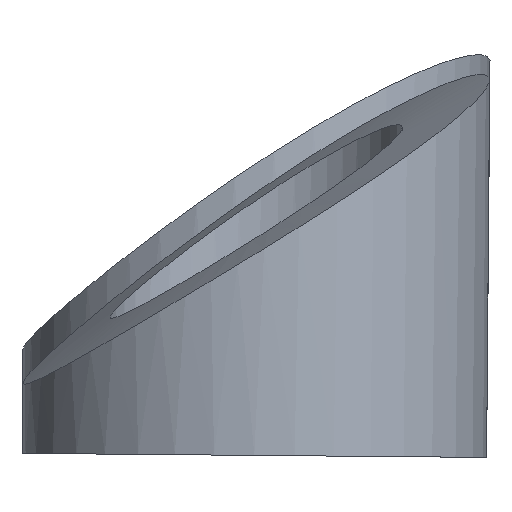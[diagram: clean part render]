
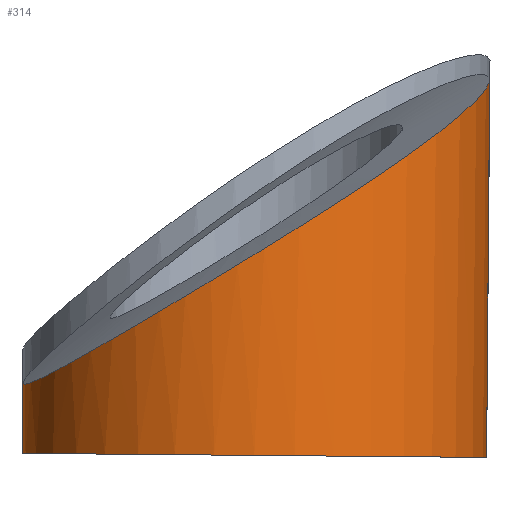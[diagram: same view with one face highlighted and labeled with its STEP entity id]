
A CAD part, left-side view. The second image highlights one B-rep face of the part: STEP entity #314.
In plain terms, the highlighted cylindrical face has radius 4 mm (diameter 8 mm), a full revolution.
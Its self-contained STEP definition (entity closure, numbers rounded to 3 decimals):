
#153=CARTESIAN_POINT('',(-59.,33.052,-69.504));
#154=DIRECTION('',(0.,0.009,-1.));
#155=DIRECTION('',(0.,1.,0.009));
#156=AXIS2_PLACEMENT_3D('',#153,#154,#155);
#157=CYLINDRICAL_SURFACE('',#156,4.);
#158=CARTESIAN_POINT('',(-59.,37.113,-76.469));
#159=VERTEX_POINT('',#158);
#160=CARTESIAN_POINT('',(-59.,37.103,-75.26));
#161=VERTEX_POINT('',#160);
#162=CARTESIAN_POINT('',(-59.,37.113,-76.469));
#163=DIRECTION('',(-0.,-0.009,1.));
#164=VECTOR('',#163,1.209);
#165=LINE('',#162,#164);
#166=EDGE_CURVE('',#159,#161,#165,.T.);
#167=ORIENTED_EDGE('',*,*,#166,.T.);
#168=CARTESIAN_POINT('',(-59.,37.103,-75.26));
#169=CARTESIAN_POINT('',(-59.291,37.103,-75.286));
#170=CARTESIAN_POINT('',(-59.578,37.072,-75.289));
#171=CARTESIAN_POINT('',(-59.86,37.009,-75.27));
#172=CARTESIAN_POINT('',(-60.001,36.978,-75.26));
#173=CARTESIAN_POINT('',(-60.142,36.939,-75.245));
#174=CARTESIAN_POINT('',(-60.278,36.893,-75.225));
#175=CARTESIAN_POINT('',(-60.414,36.847,-75.205));
#176=CARTESIAN_POINT('',(-60.546,36.794,-75.18));
#177=CARTESIAN_POINT('',(-60.675,36.734,-75.151));
#178=CARTESIAN_POINT('',(-60.803,36.675,-75.121));
#179=CARTESIAN_POINT('',(-60.927,36.609,-75.087));
#180=CARTESIAN_POINT('',(-61.047,36.537,-75.049));
#181=CARTESIAN_POINT('',(-61.168,36.465,-75.011));
#182=CARTESIAN_POINT('',(-61.284,36.387,-74.968));
#183=CARTESIAN_POINT('',(-61.394,36.304,-74.923));
#184=CARTESIAN_POINT('',(-61.614,36.139,-74.832));
#185=CARTESIAN_POINT('',(-61.812,35.956,-74.728));
#186=CARTESIAN_POINT('',(-61.989,35.755,-74.612));
#187=CARTESIAN_POINT('',(-62.167,35.554,-74.497));
#188=CARTESIAN_POINT('',(-62.319,35.342,-74.374));
#189=CARTESIAN_POINT('',(-62.449,35.119,-74.244));
#190=CARTESIAN_POINT('',(-62.579,34.896,-74.113));
#191=CARTESIAN_POINT('',(-62.688,34.661,-73.975));
#192=CARTESIAN_POINT('',(-62.771,34.423,-73.834));
#193=CARTESIAN_POINT('',(-62.855,34.185,-73.692));
#194=CARTESIAN_POINT('',(-62.915,33.943,-73.548));
#195=CARTESIAN_POINT('',(-62.953,33.698,-73.4));
#196=CARTESIAN_POINT('',(-62.991,33.452,-73.252));
#197=CARTESIAN_POINT('',(-63.006,33.202,-73.101));
#198=CARTESIAN_POINT('',(-62.998,32.956,-72.95));
#199=CARTESIAN_POINT('',(-62.99,32.71,-72.8));
#200=CARTESIAN_POINT('',(-62.96,32.467,-72.649));
#201=CARTESIAN_POINT('',(-62.908,32.226,-72.498));
#202=CARTESIAN_POINT('',(-62.856,31.986,-72.347));
#203=CARTESIAN_POINT('',(-62.781,31.747,-72.195));
#204=CARTESIAN_POINT('',(-62.685,31.519,-72.047));
#205=CARTESIAN_POINT('',(-62.589,31.291,-71.899));
#206=CARTESIAN_POINT('',(-62.473,31.072,-71.754));
#207=CARTESIAN_POINT('',(-62.336,30.863,-71.611));
#208=CARTESIAN_POINT('',(-62.267,30.759,-71.54));
#209=CARTESIAN_POINT('',(-62.193,30.657,-71.47));
#210=CARTESIAN_POINT('',(-62.113,30.557,-71.4));
#211=CARTESIAN_POINT('',(-62.033,30.458,-71.33));
#212=CARTESIAN_POINT('',(-61.948,30.361,-71.261));
#213=CARTESIAN_POINT('',(-61.859,30.27,-71.194));
#214=CARTESIAN_POINT('',(-61.681,30.086,-71.06));
#215=CARTESIAN_POINT('',(-61.485,29.919,-70.934));
#216=CARTESIAN_POINT('',(-61.271,29.771,-70.814));
#217=CARTESIAN_POINT('',(-61.163,29.696,-70.754));
#218=CARTESIAN_POINT('',(-61.052,29.626,-70.696));
#219=CARTESIAN_POINT('',(-60.935,29.561,-70.64));
#220=CARTESIAN_POINT('',(-60.818,29.496,-70.584));
#221=CARTESIAN_POINT('',(-60.696,29.436,-70.529));
#222=CARTESIAN_POINT('',(-60.571,29.382,-70.478));
#223=CARTESIAN_POINT('',(-60.322,29.275,-70.376));
#224=CARTESIAN_POINT('',(-60.061,29.192,-70.286));
#225=CARTESIAN_POINT('',(-59.787,29.136,-70.209));
#226=CARTESIAN_POINT('',(-59.649,29.109,-70.17));
#227=CARTESIAN_POINT('',(-59.508,29.088,-70.135));
#228=CARTESIAN_POINT('',(-59.367,29.074,-70.104));
#229=CARTESIAN_POINT('',(-59.226,29.061,-70.073));
#230=CARTESIAN_POINT('',(-59.085,29.055,-70.047));
#231=CARTESIAN_POINT('',(-58.943,29.057,-70.024));
#232=CARTESIAN_POINT('',(-58.801,29.059,-70.002));
#233=CARTESIAN_POINT('',(-58.658,29.068,-69.984));
#234=CARTESIAN_POINT('',(-58.515,29.086,-69.971));
#235=CARTESIAN_POINT('',(-58.372,29.103,-69.957));
#236=CARTESIAN_POINT('',(-58.227,29.129,-69.948));
#237=CARTESIAN_POINT('',(-58.086,29.162,-69.945));
#238=CARTESIAN_POINT('',(-57.803,29.228,-69.937));
#239=CARTESIAN_POINT('',(-57.531,29.324,-69.95));
#240=CARTESIAN_POINT('',(-57.271,29.45,-69.983));
#241=CARTESIAN_POINT('',(-57.14,29.512,-69.999));
#242=CARTESIAN_POINT('',(-57.013,29.582,-70.021));
#243=CARTESIAN_POINT('',(-56.892,29.658,-70.047));
#244=CARTESIAN_POINT('',(-56.771,29.733,-70.073));
#245=CARTESIAN_POINT('',(-56.655,29.814,-70.104));
#246=CARTESIAN_POINT('',(-56.544,29.9,-70.139));
#247=CARTESIAN_POINT('',(-56.323,30.073,-70.21));
#248=CARTESIAN_POINT('',(-56.121,30.269,-70.299));
#249=CARTESIAN_POINT('',(-55.947,30.476,-70.402));
#250=CARTESIAN_POINT('',(-55.859,30.58,-70.454));
#251=CARTESIAN_POINT('',(-55.779,30.686,-70.508));
#252=CARTESIAN_POINT('',(-55.704,30.796,-70.567));
#253=CARTESIAN_POINT('',(-55.628,30.906,-70.625));
#254=CARTESIAN_POINT('',(-55.559,31.019,-70.687));
#255=CARTESIAN_POINT('',(-55.496,31.133,-70.751));
#256=CARTESIAN_POINT('',(-55.371,31.363,-70.88));
#257=CARTESIAN_POINT('',(-55.271,31.597,-71.018));
#258=CARTESIAN_POINT('',(-55.194,31.835,-71.164));
#259=CARTESIAN_POINT('',(-55.118,32.073,-71.31));
#260=CARTESIAN_POINT('',(-55.064,32.317,-71.465));
#261=CARTESIAN_POINT('',(-55.033,32.557,-71.623));
#262=CARTESIAN_POINT('',(-55.002,32.798,-71.781));
#263=CARTESIAN_POINT('',(-54.993,33.037,-71.943));
#264=CARTESIAN_POINT('',(-55.005,33.275,-72.109));
#265=CARTESIAN_POINT('',(-55.011,33.394,-72.192));
#266=CARTESIAN_POINT('',(-55.022,33.513,-72.276));
#267=CARTESIAN_POINT('',(-55.038,33.63,-72.36));
#268=CARTESIAN_POINT('',(-55.055,33.748,-72.444));
#269=CARTESIAN_POINT('',(-55.076,33.864,-72.527));
#270=CARTESIAN_POINT('',(-55.102,33.978,-72.611));
#271=CARTESIAN_POINT('',(-55.155,34.207,-72.779));
#272=CARTESIAN_POINT('',(-55.227,34.431,-72.946));
#273=CARTESIAN_POINT('',(-55.319,34.648,-73.113));
#274=CARTESIAN_POINT('',(-55.411,34.866,-73.279));
#275=CARTESIAN_POINT('',(-55.524,35.08,-73.446));
#276=CARTESIAN_POINT('',(-55.655,35.281,-73.606));
#277=CARTESIAN_POINT('',(-55.786,35.482,-73.766));
#278=CARTESIAN_POINT('',(-55.935,35.673,-73.921));
#279=CARTESIAN_POINT('',(-56.104,35.851,-74.069));
#280=CARTESIAN_POINT('',(-56.188,35.941,-74.143));
#281=CARTESIAN_POINT('',(-56.278,36.027,-74.216));
#282=CARTESIAN_POINT('',(-56.373,36.11,-74.286));
#283=CARTESIAN_POINT('',(-56.467,36.194,-74.357));
#284=CARTESIAN_POINT('',(-56.568,36.274,-74.426));
#285=CARTESIAN_POINT('',(-56.674,36.35,-74.492));
#286=CARTESIAN_POINT('',(-56.885,36.502,-74.625));
#287=CARTESIAN_POINT('',(-57.112,36.635,-74.744));
#288=CARTESIAN_POINT('',(-57.358,36.747,-74.85));
#289=CARTESIAN_POINT('',(-57.481,36.803,-74.902));
#290=CARTESIAN_POINT('',(-57.61,36.853,-74.951));
#291=CARTESIAN_POINT('',(-57.742,36.897,-74.996));
#292=CARTESIAN_POINT('',(-57.874,36.942,-75.04));
#293=CARTESIAN_POINT('',(-58.008,36.979,-75.08));
#294=CARTESIAN_POINT('',(-58.146,37.009,-75.115));
#295=CARTESIAN_POINT('',(-58.283,37.039,-75.149));
#296=CARTESIAN_POINT('',(-58.423,37.063,-75.179));
#297=CARTESIAN_POINT('',(-58.565,37.079,-75.203));
#298=CARTESIAN_POINT('',(-58.708,37.094,-75.227));
#299=CARTESIAN_POINT('',(-58.854,37.103,-75.247));
#300=CARTESIAN_POINT('',(-59.,37.103,-75.26));
#301=B_SPLINE_CURVE_WITH_KNOTS('',3,(#168,#169,#170,#171,#172,#173,#174,#175,#176,#177,#178,#179,#180,#181,#182,#183,#184,#185,#186,#187,#188,#189,#190,#191,#192,#193,
#194,#195,#196,#197,#198,#199,#200,#201,#202,#203,#204,#205,#206,#207,#208,#209,#210,#211,#212,#213,#214,#215,#216,#217,#218,
#219,#220,#221,#222,#223,#224,#225,#226,#227,#228,#229,#230,#231,#232,#233,#234,#235,#236,#237,#238,#239,#240,#241,#242,#243,
#244,#245,#246,#247,#248,#249,#250,#251,#252,#253,#254,#255,#256,#257,#258,#259,#260,#261,#262,#263,#264,#265,#266,#267,#268,
#269,#270,#271,#272,#273,#274,#275,#276,#277,#278,#279,#280,#281,#282,#283,#284,#285,#286,#287,#288,#289,#290,#291,#292,#293,
#294,#295,#296,#297,#298,#299,#300),.UNSPECIFIED.,.T.,.F.,(4,3,3,3,3,3,3,3,3,3,3,3,3,3,3,3,3,3,3,3,3,3,3,3,3,3,
3,3,3,3,3,3,3,3,3,3,3,3,3,3,3,3,3,3,4),(0.,0.001,0.001,0.002,0.002,0.003,0.003,0.004,0.005,0.006,0.007,0.008,0.009,0.01,0.01,0.01,0.011,0.012,0.012,0.013,0.013,0.014,0.014,0.015,0.016,0.016,
0.016,0.017,0.018,0.018,0.019,0.02,0.021,0.021,0.022,0.022,0.023,0.024,0.025,0.025,0.026,0.026,0.027,0.027,0.028),.UNSPECIFIED.);
#302=EDGE_CURVE('',#161,#161,#301,.T.);
#303=ORIENTED_EDGE('',*,*,#302,.F.);
#304=ORIENTED_EDGE('',*,*,#166,.F.);
#305=CARTESIAN_POINT('',(-59.,33.113,-76.504));
#306=DIRECTION('',(0.,0.009,-1.));
#307=DIRECTION('',(0.,1.,0.009));
#308=AXIS2_PLACEMENT_3D('',#305,#306,#307);
#309=CIRCLE('',#308,4.);
#310=EDGE_CURVE('',#159,#159,#309,.T.);
#311=ORIENTED_EDGE('',*,*,#310,.F.);
#312=EDGE_LOOP('',(#167,#303,#304,#311));
#313=FACE_BOUND('',#312,.T.);
#314=ADVANCED_FACE('',(#313),#157,.T.);
